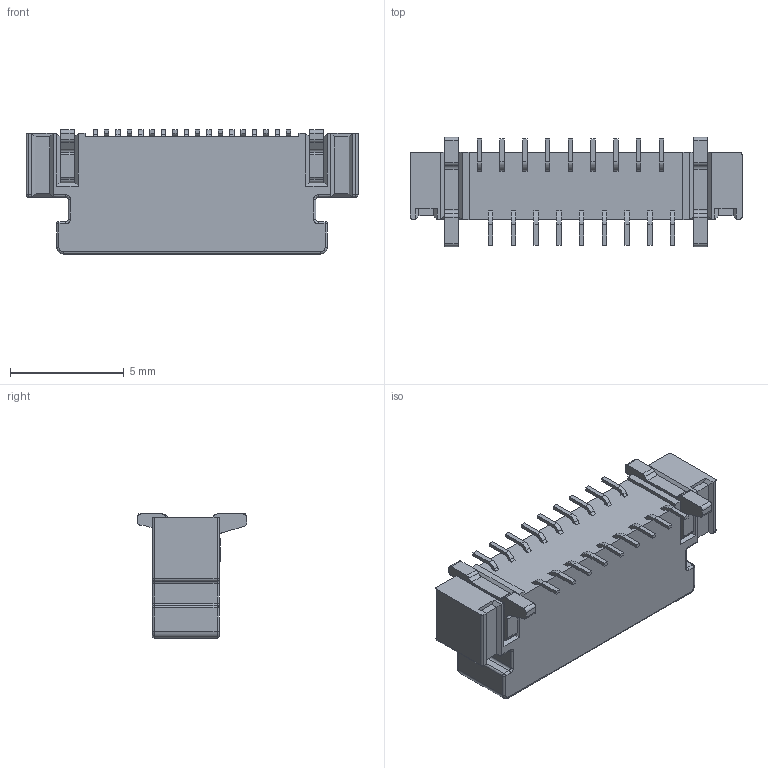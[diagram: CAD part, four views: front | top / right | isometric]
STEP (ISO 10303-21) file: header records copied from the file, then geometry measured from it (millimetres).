
FILE_DESCRIPTION (( 'STEP AP203' ), '1' );
FILE_NAME ('Customer-BB2695A07.STEP', '2020-05-25T22:56:06', ( '' ), ( '' ), 'SwSTEP 2.0', 'SolidWorks 2018', '' );
FILE_SCHEMA (( 'CONFIG_CONTROL_DESIGN' ));
Length unit declared in the file: millimetre
Products named in the file (1): Customer-BB2695A07
Bounding box: 14.59 x 4.8 x 5.45 mm (x, y, z)
Volume: 185.7 mm3; surface area: 295.4 mm2
Topology: 1 solids, 1 shells, 382 faces, 912 edges, 542 vertices
Faces by surface type: plane 247, cylinder 115, torus 12, sphere 8
Entity records: 10825 total; most frequent: DIRECTION 1894, CARTESIAN_POINT 1865, ORIENTED_EDGE 1808, EDGE_CURVE 904, LINE 656, VECTOR 656, AXIS2_PLACEMENT_3D 619, VERTEX_POINT 542
